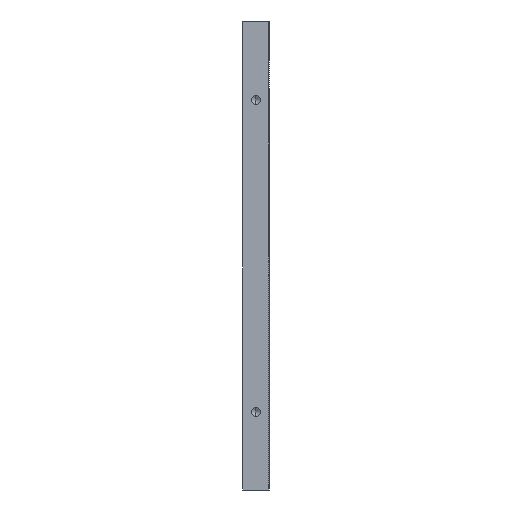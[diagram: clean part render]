
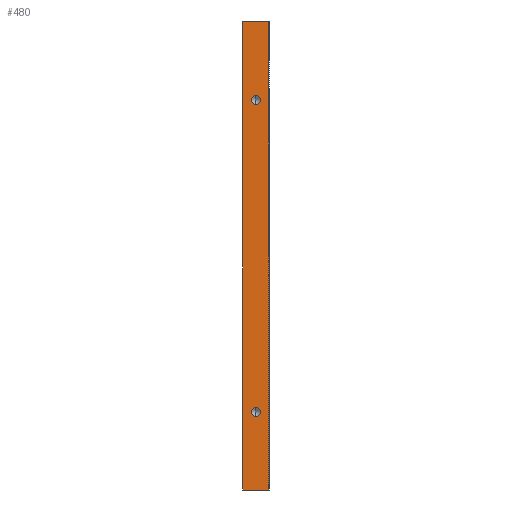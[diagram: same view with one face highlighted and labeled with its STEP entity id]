
A CAD part, left-side view. The second image highlights one B-rep face of the part: STEP entity #480.
In plain terms, the highlighted planar face has unit normal (-1, 0, 0).
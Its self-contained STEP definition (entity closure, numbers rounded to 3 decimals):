
#2 = VERTEX_POINT ( 'NONE', #563 ) ;
#5 = EDGE_LOOP ( 'NONE', ( #3476, #2703 ) ) ;
#63 = AXIS2_PLACEMENT_3D ( 'NONE', #4082, #3680, #2052 ) ;
#356 = FACE_BOUND ( 'NONE', #5, .T. ) ;
#361 = DIRECTION ( 'NONE',  ( 0., 0., 1. ) ) ;
#461 = VERTEX_POINT ( 'NONE', #820 ) ;
#470 = DIRECTION ( 'NONE',  ( -1., 0., 0. ) ) ;
#480 = ADVANCED_FACE ( 'NONE', ( #356, #4612, #889 ), #1570, .F. ) ;
#547 = DIRECTION ( 'NONE',  ( 0., -1., 0. ) ) ;
#563 = CARTESIAN_POINT ( 'NONE',  ( -280., 0., 61.65 ) ) ;
#604 = EDGE_LOOP ( 'NONE', ( #2694, #4735 ) ) ;
#606 = LINE ( 'NONE', #677, #4675 ) ;
#677 = CARTESIAN_POINT ( 'NONE',  ( -280., 5., 90. ) ) ;
#820 = CARTESIAN_POINT ( 'NONE',  ( -280., 0., -58.35 ) ) ;
#889 = FACE_OUTER_BOUND ( 'NONE', #4886, .T. ) ;
#894 = CARTESIAN_POINT ( 'NONE',  ( -280., 0., -60. ) ) ;
#903 = VECTOR ( 'NONE', #2316, 1000. ) ;
#922 = DIRECTION ( 'NONE',  ( 0., 0., 1. ) ) ;
#1073 = LINE ( 'NONE', #3755, #5176 ) ;
#1190 = AXIS2_PLACEMENT_3D ( 'NONE', #4406, #4013, #361 ) ;
#1203 = EDGE_CURVE ( 'NONE', #3088, #4384, #1710, .T. ) ;
#1215 = CARTESIAN_POINT ( 'NONE',  ( -280., 5., 90. ) ) ;
#1236 = EDGE_CURVE ( 'NONE', #1717, #4384, #1073, .T. ) ;
#1374 = ORIENTED_EDGE ( 'NONE', *, *, #1203, .T. ) ;
#1487 = CARTESIAN_POINT ( 'NONE',  ( -280., 0., -61.65 ) ) ;
#1570 = PLANE ( 'NONE',  #5131 ) ;
#1593 = DIRECTION ( 'NONE',  ( 0., 0., -1. ) ) ;
#1710 = LINE ( 'NONE', #2128, #2898 ) ;
#1717 = VERTEX_POINT ( 'NONE', #3549 ) ;
#1732 = ORIENTED_EDGE ( 'NONE', *, *, #1236, .F. ) ;
#1800 = EDGE_CURVE ( 'NONE', #3753, #3088, #4448, .T. ) ;
#1808 = CIRCLE ( 'NONE', #1190, 1.65 ) ;
#1848 = CARTESIAN_POINT ( 'NONE',  ( -280., -5., 90. ) ) ;
#1971 = CARTESIAN_POINT ( 'NONE',  ( -280., -5., -90. ) ) ;
#2052 = DIRECTION ( 'NONE',  ( 0., 0., 1. ) ) ;
#2128 = CARTESIAN_POINT ( 'NONE',  ( -280., -5., 90. ) ) ;
#2194 = EDGE_CURVE ( 'NONE', #2280, #461, #4238, .T. ) ;
#2280 = VERTEX_POINT ( 'NONE', #1487 ) ;
#2313 = AXIS2_PLACEMENT_3D ( 'NONE', #2351, #3547, #3117 ) ;
#2316 = DIRECTION ( 'NONE',  ( 0., -1., 0. ) ) ;
#2351 = CARTESIAN_POINT ( 'NONE',  ( -280., 0., -60. ) ) ;
#2506 = VERTEX_POINT ( 'NONE', #4645 ) ;
#2556 = DIRECTION ( 'NONE',  ( 0., 0., 1. ) ) ;
#2694 = ORIENTED_EDGE ( 'NONE', *, *, #3670, .F. ) ;
#2703 = ORIENTED_EDGE ( 'NONE', *, *, #2194, .F. ) ;
#2838 = EDGE_CURVE ( 'NONE', #461, #2280, #3675, .T. ) ;
#2898 = VECTOR ( 'NONE', #2556, 1000. ) ;
#3088 = VERTEX_POINT ( 'NONE', #1971 ) ;
#3117 = DIRECTION ( 'NONE',  ( 0., 0., 1. ) ) ;
#3236 = ORIENTED_EDGE ( 'NONE', *, *, #1800, .T. ) ;
#3245 = DIRECTION ( 'NONE',  ( 0., 0., 1. ) ) ;
#3267 = EDGE_CURVE ( 'NONE', #3753, #1717, #606, .T. ) ;
#3476 = ORIENTED_EDGE ( 'NONE', *, *, #2838, .F. ) ;
#3547 = DIRECTION ( 'NONE',  ( -1., 0., 0. ) ) ;
#3549 = CARTESIAN_POINT ( 'NONE',  ( -280., 5., 90. ) ) ;
#3641 = DIRECTION ( 'NONE',  ( 1., 0., 0. ) ) ;
#3670 = EDGE_CURVE ( 'NONE', #2, #2506, #1808, .T. ) ;
#3675 = CIRCLE ( 'NONE', #4345, 1.65 ) ;
#3680 = DIRECTION ( 'NONE',  ( -1., 0., 0. ) ) ;
#3753 = VERTEX_POINT ( 'NONE', #4219 ) ;
#3755 = CARTESIAN_POINT ( 'NONE',  ( -280., 5., 90. ) ) ;
#4013 = DIRECTION ( 'NONE',  ( -1., 0., 0. ) ) ;
#4082 = CARTESIAN_POINT ( 'NONE',  ( -280., 0., 60. ) ) ;
#4219 = CARTESIAN_POINT ( 'NONE',  ( -280., 5., -90. ) ) ;
#4238 = CIRCLE ( 'NONE', #2313, 1.65 ) ;
#4273 = ORIENTED_EDGE ( 'NONE', *, *, #3267, .F. ) ;
#4345 = AXIS2_PLACEMENT_3D ( 'NONE', #894, #470, #922 ) ;
#4384 = VERTEX_POINT ( 'NONE', #1848 ) ;
#4406 = CARTESIAN_POINT ( 'NONE',  ( -280., 0., 60. ) ) ;
#4448 = LINE ( 'NONE', #4685, #903 ) ;
#4612 = FACE_BOUND ( 'NONE', #604, .T. ) ;
#4645 = CARTESIAN_POINT ( 'NONE',  ( -280., 0., 58.35 ) ) ;
#4675 = VECTOR ( 'NONE', #3245, 1000. ) ;
#4685 = CARTESIAN_POINT ( 'NONE',  ( -280., 5., -90. ) ) ;
#4735 = ORIENTED_EDGE ( 'NONE', *, *, #5120, .F. ) ;
#4767 = CIRCLE ( 'NONE', #63, 1.65 ) ;
#4886 = EDGE_LOOP ( 'NONE', ( #1374, #1732, #4273, #3236 ) ) ;
#5120 = EDGE_CURVE ( 'NONE', #2506, #2, #4767, .T. ) ;
#5131 = AXIS2_PLACEMENT_3D ( 'NONE', #1215, #3641, #1593 ) ;
#5176 = VECTOR ( 'NONE', #547, 1000. ) ;
